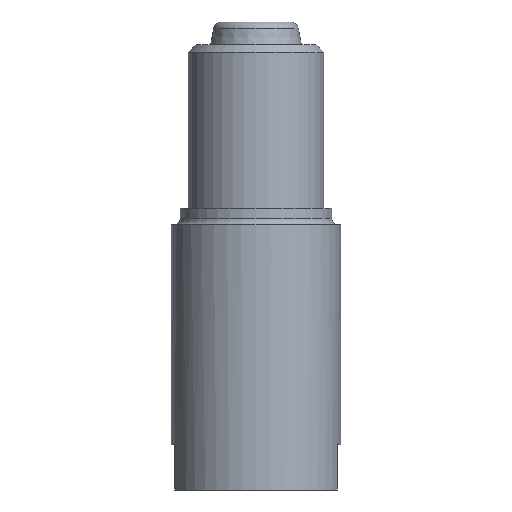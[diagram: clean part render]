
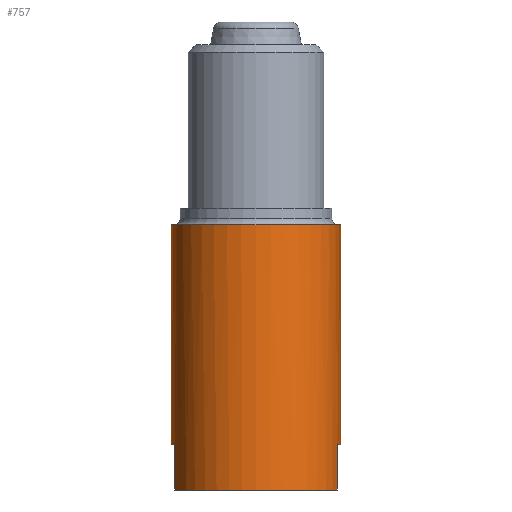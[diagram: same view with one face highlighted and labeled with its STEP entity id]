
A CAD part, left-side view. The second image highlights one B-rep face of the part: STEP entity #757.
In plain terms, the highlighted cylindrical face has radius 7.5 mm (diameter 15 mm), a full revolution.
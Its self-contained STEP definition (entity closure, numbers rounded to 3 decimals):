
#65=LINE('',#1331,#119);
#66=LINE('',#1335,#120);
#67=LINE('',#1339,#121);
#68=LINE('',#1343,#122);
#119=VECTOR('',#1085,1000.);
#120=VECTOR('',#1088,1000.);
#121=VECTOR('',#1091,1000.);
#122=VECTOR('',#1094,1000.);
#173=CYLINDRICAL_SURFACE('',#986,7.5);
#194=ORIENTED_EDGE('',*,*,#396,.T.);
#195=ORIENTED_EDGE('',*,*,#397,.F.);
#196=ORIENTED_EDGE('',*,*,#398,.T.);
#197=ORIENTED_EDGE('',*,*,#399,.F.);
#198=ORIENTED_EDGE('',*,*,#400,.T.);
#199=ORIENTED_EDGE('',*,*,#401,.T.);
#200=ORIENTED_EDGE('',*,*,#402,.T.);
#201=ORIENTED_EDGE('',*,*,#403,.T.);
#202=ORIENTED_EDGE('',*,*,#404,.F.);
#396=EDGE_CURVE('',#497,#498,#563,.F.);
#397=EDGE_CURVE('',#499,#498,#65,.T.);
#398=EDGE_CURVE('',#499,#500,#564,.T.);
#399=EDGE_CURVE('',#501,#500,#66,.F.);
#400=EDGE_CURVE('',#501,#502,#565,.F.);
#401=EDGE_CURVE('',#502,#503,#67,.F.);
#402=EDGE_CURVE('',#503,#504,#566,.T.);
#403=EDGE_CURVE('',#504,#497,#68,.T.);
#404=EDGE_CURVE('',#505,#505,#567,.T.);
#497=VERTEX_POINT('',#1329);
#498=VERTEX_POINT('',#1330);
#499=VERTEX_POINT('',#1332);
#500=VERTEX_POINT('',#1334);
#501=VERTEX_POINT('',#1336);
#502=VERTEX_POINT('',#1338);
#503=VERTEX_POINT('',#1340);
#504=VERTEX_POINT('',#1342);
#505=VERTEX_POINT('',#1345);
#563=CIRCLE('',#987,7.5);
#564=CIRCLE('',#988,7.5);
#565=CIRCLE('',#989,7.5);
#566=CIRCLE('',#990,7.5);
#567=CIRCLE('',#991,7.5);
#598=EDGE_LOOP('',(#194,#195,#196,#197,#198,#199,#200,#201));
#599=EDGE_LOOP('',(#202));
#670=FACE_BOUND('',#598,.T.);
#671=FACE_BOUND('',#599,.T.);
#757=ADVANCED_FACE('',(#670,#671),#173,.T.);
#986=AXIS2_PLACEMENT_3D('',#1327,#1081,#1082);
#987=AXIS2_PLACEMENT_3D('',#1328,#1083,#1084);
#988=AXIS2_PLACEMENT_3D('',#1333,#1086,#1087);
#989=AXIS2_PLACEMENT_3D('',#1337,#1089,#1090);
#990=AXIS2_PLACEMENT_3D('',#1341,#1092,#1093);
#991=AXIS2_PLACEMENT_3D('',#1344,#1095,#1096);
#1081=DIRECTION('',(0.,0.,-1.));
#1082=DIRECTION('',(-1.,0.,0.));
#1083=DIRECTION('',(0.,0.,1.));
#1084=DIRECTION('',(1.,0.,0.));
#1085=DIRECTION('',(0.,0.,-1.));
#1086=DIRECTION('',(0.,0.,-1.));
#1087=DIRECTION('',(-1.,0.,0.));
#1088=DIRECTION('',(0.,0.,-1.));
#1089=DIRECTION('',(0.,0.,1.));
#1090=DIRECTION('',(1.,0.,0.));
#1091=DIRECTION('',(0.,0.,-1.));
#1092=DIRECTION('',(0.,0.,-1.));
#1093=DIRECTION('',(-1.,0.,0.));
#1094=DIRECTION('',(0.,0.,-1.));
#1095=DIRECTION('',(0.,0.,-1.));
#1096=DIRECTION('',(-1.,0.,0.));
#1327=CARTESIAN_POINT('',(0.,0.,0.));
#1328=CARTESIAN_POINT('',(0.,0.,21.));
#1329=CARTESIAN_POINT('',(-2.05,7.214,21.));
#1330=CARTESIAN_POINT('',(2.05,7.214,21.));
#1331=CARTESIAN_POINT('',(2.05,7.214,0.));
#1332=CARTESIAN_POINT('',(2.05,7.214,25.));
#1333=CARTESIAN_POINT('',(0.,0.,25.));
#1334=CARTESIAN_POINT('',(2.05,-7.214,25.));
#1335=CARTESIAN_POINT('',(2.05,-7.214,0.));
#1336=CARTESIAN_POINT('',(2.05,-7.214,21.));
#1337=CARTESIAN_POINT('',(0.,0.,21.));
#1338=CARTESIAN_POINT('',(-2.05,-7.214,21.));
#1339=CARTESIAN_POINT('',(-2.05,-7.214,0.));
#1340=CARTESIAN_POINT('',(-2.05,-7.214,25.));
#1341=CARTESIAN_POINT('',(0.,0.,25.));
#1342=CARTESIAN_POINT('',(-2.05,7.214,25.));
#1343=CARTESIAN_POINT('',(-2.05,7.214,0.));
#1344=CARTESIAN_POINT('',(0.,0.,1.5));
#1345=CARTESIAN_POINT('',(-7.5,0.,1.5));
